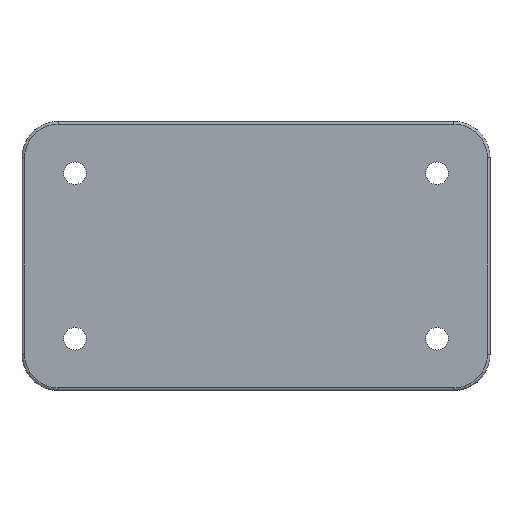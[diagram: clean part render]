
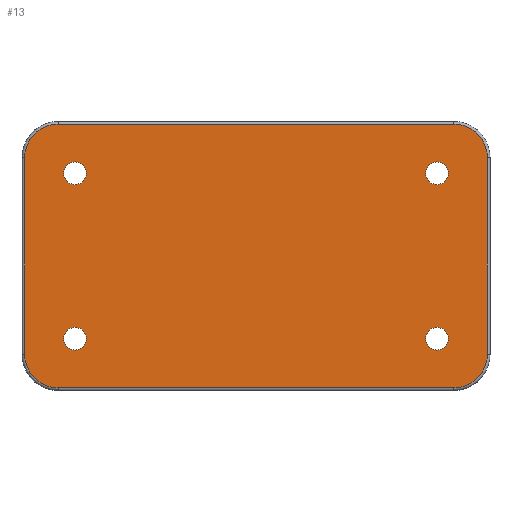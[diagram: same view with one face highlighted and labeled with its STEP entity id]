
A CAD part, top view. The second image highlights one B-rep face of the part: STEP entity #13.
In plain terms, the highlighted planar face has unit normal (0, 0, 1).
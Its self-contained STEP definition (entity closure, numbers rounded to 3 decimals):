
#13 = ADVANCED_FACE ( 'NONE', ( #1562, #262, #2749, #2115, #1474 ), #1612, .T. ) ;
#17 = VERTEX_POINT ( 'NONE', #2555 ) ;
#20 = AXIS2_PLACEMENT_3D ( 'NONE', #1776, #332, #2031 ) ;
#42 = CARTESIAN_POINT ( 'NONE',  ( -44.75, -19., 0. ) ) ;
#47 = ORIENTED_EDGE ( 'NONE', *, *, #2822, .F. ) ;
#100 = DIRECTION ( 'NONE',  ( 1., 0., 0. ) ) ;
#104 = EDGE_LOOP ( 'NONE', ( #1918, #620 ) ) ;
#138 = ORIENTED_EDGE ( 'NONE', *, *, #1998, .T. ) ;
#167 = DIRECTION ( 'NONE',  ( -1., 0., 0. ) ) ;
#205 = CIRCLE ( 'NONE', #602, 2.2 ) ;
#220 = LINE ( 'NONE', #2489, #2698 ) ;
#237 = CARTESIAN_POINT ( 'NONE',  ( 44.75, -19., 0. ) ) ;
#246 = EDGE_LOOP ( 'NONE', ( #1202, #766 ) ) ;
#262 = FACE_BOUND ( 'NONE', #541, .T. ) ;
#297 = CARTESIAN_POINT ( 'NONE',  ( -38.25, 19., 0. ) ) ;
#299 = CARTESIAN_POINT ( 'NONE',  ( 37.2, 16., 0. ) ) ;
#319 = DIRECTION ( 'NONE',  ( 0., -1., 0. ) ) ;
#332 = DIRECTION ( 'NONE',  ( 0., 0., -1. ) ) ;
#336 = EDGE_CURVE ( 'NONE', #820, #2159, #592, .T. ) ;
#349 = DIRECTION ( 'NONE',  ( 1., 0., 0. ) ) ;
#352 = LINE ( 'NONE', #581, #1569 ) ;
#372 = CARTESIAN_POINT ( 'NONE',  ( 44.75, -19., 0. ) ) ;
#380 = EDGE_CURVE ( 'NONE', #1412, #1447, #220, .T. ) ;
#405 = CIRCLE ( 'NONE', #536, 2.2 ) ;
#408 = CIRCLE ( 'NONE', #945, 2.2 ) ;
#426 = VERTEX_POINT ( 'NONE', #830 ) ;
#440 = AXIS2_PLACEMENT_3D ( 'NONE', #297, #1986, #527 ) ;
#448 = CARTESIAN_POINT ( 'NONE',  ( -38.25, 25.5, 0. ) ) ;
#475 = DIRECTION ( 'NONE',  ( 1., 0., 0. ) ) ;
#527 = DIRECTION ( 'NONE',  ( 1., 0., 0. ) ) ;
#531 = EDGE_CURVE ( 'NONE', #2099, #1610, #930, .T. ) ;
#536 = AXIS2_PLACEMENT_3D ( 'NONE', #3030, #1619, #167 ) ;
#541 = EDGE_LOOP ( 'NONE', ( #699, #2543 ) ) ;
#548 = CARTESIAN_POINT ( 'NONE',  ( -38.25, -19., 0. ) ) ;
#554 = CIRCLE ( 'NONE', #1418, 2.2 ) ;
#581 = CARTESIAN_POINT ( 'NONE',  ( 38.25, -25.5, 0. ) ) ;
#592 = CIRCLE ( 'NONE', #792, 2.2 ) ;
#602 = AXIS2_PLACEMENT_3D ( 'NONE', #1171, #2847, #1421 ) ;
#605 = CARTESIAN_POINT ( 'NONE',  ( -37.2, -16., 0. ) ) ;
#620 = ORIENTED_EDGE ( 'NONE', *, *, #844, .T. ) ;
#624 = ORIENTED_EDGE ( 'NONE', *, *, #380, .T. ) ;
#646 = ORIENTED_EDGE ( 'NONE', *, *, #1897, .T. ) ;
#692 = EDGE_CURVE ( 'NONE', #2538, #1208, #701, .T. ) ;
#699 = ORIENTED_EDGE ( 'NONE', *, *, #336, .T. ) ;
#701 = CIRCLE ( 'NONE', #1914, 2.2 ) ;
#724 = ORIENTED_EDGE ( 'NONE', *, *, #2660, .F. ) ;
#742 = VECTOR ( 'NONE', #2882, 1000. ) ;
#766 = ORIENTED_EDGE ( 'NONE', *, *, #1234, .F. ) ;
#770 = EDGE_CURVE ( 'NONE', #1449, #2346, #2957, .T. ) ;
#792 = AXIS2_PLACEMENT_3D ( 'NONE', #2713, #1267, #2944 ) ;
#799 = CARTESIAN_POINT ( 'NONE',  ( 35., -16., 0. ) ) ;
#800 = CARTESIAN_POINT ( 'NONE',  ( 38.25, -19., 0. ) ) ;
#804 = DIRECTION ( 'NONE',  ( 1., 0., 0. ) ) ;
#820 = VERTEX_POINT ( 'NONE', #299 ) ;
#830 = CARTESIAN_POINT ( 'NONE',  ( 37.2, -16., 0. ) ) ;
#844 = EDGE_CURVE ( 'NONE', #1208, #2538, #408, .T. ) ;
#930 = LINE ( 'NONE', #1982, #2769 ) ;
#935 = CARTESIAN_POINT ( 'NONE',  ( -35., -16., 0. ) ) ;
#945 = AXIS2_PLACEMENT_3D ( 'NONE', #2959, #1550, #100 ) ;
#968 = CARTESIAN_POINT ( 'NONE',  ( -32.8, -16., 0. ) ) ;
#970 = CARTESIAN_POINT ( 'NONE',  ( -44.75, 19., 0. ) ) ;
#1037 = DIRECTION ( 'NONE',  ( -1., 0., 0. ) ) ;
#1039 = DIRECTION ( 'NONE',  ( 1., 0., 0. ) ) ;
#1052 = DIRECTION ( 'NONE',  ( 0., 0., 1. ) ) ;
#1058 = EDGE_CURVE ( 'NONE', #2700, #17, #3055, .T. ) ;
#1100 = AXIS2_PLACEMENT_3D ( 'NONE', #1777, #1936, #475 ) ;
#1104 = ORIENTED_EDGE ( 'NONE', *, *, #2550, .T. ) ;
#1109 = EDGE_LOOP ( 'NONE', ( #624, #138, #2507, #1870, #1104, #646, #1860, #1902 ) ) ;
#1117 = DIRECTION ( 'NONE',  ( 0., 0., 1. ) ) ;
#1146 = EDGE_CURVE ( 'NONE', #2159, #820, #2069, .T. ) ;
#1166 = DIRECTION ( 'NONE',  ( 1., 0., 0. ) ) ;
#1171 = CARTESIAN_POINT ( 'NONE',  ( -35., 16., 0. ) ) ;
#1202 = ORIENTED_EDGE ( 'NONE', *, *, #1058, .F. ) ;
#1208 = VERTEX_POINT ( 'NONE', #605 ) ;
#1234 = EDGE_CURVE ( 'NONE', #17, #2700, #205, .T. ) ;
#1267 = DIRECTION ( 'NONE',  ( 0., 0., -1. ) ) ;
#1269 = VERTEX_POINT ( 'NONE', #1665 ) ;
#1412 = VERTEX_POINT ( 'NONE', #970 ) ;
#1418 = AXIS2_PLACEMENT_3D ( 'NONE', #799, #2464, #1037 ) ;
#1421 = DIRECTION ( 'NONE',  ( 1., 0., 0. ) ) ;
#1442 = CIRCLE ( 'NONE', #1100, 6.5 ) ;
#1447 = VERTEX_POINT ( 'NONE', #42 ) ;
#1449 = VERTEX_POINT ( 'NONE', #1723 ) ;
#1474 = FACE_BOUND ( 'NONE', #104, .T. ) ;
#1550 = DIRECTION ( 'NONE',  ( 0., 0., -1. ) ) ;
#1562 = FACE_OUTER_BOUND ( 'NONE', #1109, .T. ) ;
#1569 = VECTOR ( 'NONE', #349, 1000. ) ;
#1610 = VERTEX_POINT ( 'NONE', #448 ) ;
#1612 = PLANE ( 'NONE',  #1999 ) ;
#1619 = DIRECTION ( 'NONE',  ( 0., 0., 1. ) ) ;
#1665 = CARTESIAN_POINT ( 'NONE',  ( 44.75, 19., 0. ) ) ;
#1723 = CARTESIAN_POINT ( 'NONE',  ( 38.25, -25.5, 0. ) ) ;
#1736 = DIRECTION ( 'NONE',  ( -1., 0., 0. ) ) ;
#1776 = CARTESIAN_POINT ( 'NONE',  ( 35., 16., 0. ) ) ;
#1777 = CARTESIAN_POINT ( 'NONE',  ( 38.25, 19., 0. ) ) ;
#1779 = CARTESIAN_POINT ( 'NONE',  ( -38.25, -25.5, 0. ) ) ;
#1793 = CARTESIAN_POINT ( 'NONE',  ( 38.25, 25.5, 0. ) ) ;
#1855 = CARTESIAN_POINT ( 'NONE',  ( 32.8, 16., 0. ) ) ;
#1859 = AXIS2_PLACEMENT_3D ( 'NONE', #2481, #1052, #2733 ) ;
#1860 = ORIENTED_EDGE ( 'NONE', *, *, #531, .T. ) ;
#1870 = ORIENTED_EDGE ( 'NONE', *, *, #770, .T. ) ;
#1897 = EDGE_CURVE ( 'NONE', #1269, #2099, #1442, .T. ) ;
#1902 = ORIENTED_EDGE ( 'NONE', *, *, #2654, .T. ) ;
#1910 = VERTEX_POINT ( 'NONE', #1779 ) ;
#1914 = AXIS2_PLACEMENT_3D ( 'NONE', #935, #2609, #1166 ) ;
#1918 = ORIENTED_EDGE ( 'NONE', *, *, #692, .T. ) ;
#1936 = DIRECTION ( 'NONE',  ( 0., 0., 1. ) ) ;
#1982 = CARTESIAN_POINT ( 'NONE',  ( 38.25, 25.5, 0. ) ) ;
#1986 = DIRECTION ( 'NONE',  ( 0., 0., 1. ) ) ;
#1998 = EDGE_CURVE ( 'NONE', #1447, #1910, #2500, .T. ) ;
#1999 = AXIS2_PLACEMENT_3D ( 'NONE', #2566, #1117, #2798 ) ;
#2006 = CARTESIAN_POINT ( 'NONE',  ( 32.8, -16., 0. ) ) ;
#2020 = AXIS2_PLACEMENT_3D ( 'NONE', #548, #2249, #804 ) ;
#2023 = VERTEX_POINT ( 'NONE', #2006 ) ;
#2031 = DIRECTION ( 'NONE',  ( -1., 0., 0. ) ) ;
#2069 = CIRCLE ( 'NONE', #20, 2.2 ) ;
#2099 = VERTEX_POINT ( 'NONE', #1793 ) ;
#2114 = LINE ( 'NONE', #237, #742 ) ;
#2115 = FACE_BOUND ( 'NONE', #2496, .T. ) ;
#2146 = CIRCLE ( 'NONE', #440, 6.5 ) ;
#2159 = VERTEX_POINT ( 'NONE', #1855 ) ;
#2249 = DIRECTION ( 'NONE',  ( 0., 0., 1. ) ) ;
#2291 = EDGE_CURVE ( 'NONE', #1910, #1449, #352, .T. ) ;
#2346 = VERTEX_POINT ( 'NONE', #372 ) ;
#2464 = DIRECTION ( 'NONE',  ( 0., 0., 1. ) ) ;
#2466 = DIRECTION ( 'NONE',  ( 0., 0., 1. ) ) ;
#2481 = CARTESIAN_POINT ( 'NONE',  ( -35., 16., 0. ) ) ;
#2489 = CARTESIAN_POINT ( 'NONE',  ( -44.75, -19., 0. ) ) ;
#2496 = EDGE_LOOP ( 'NONE', ( #724, #47 ) ) ;
#2500 = CIRCLE ( 'NONE', #2020, 6.5 ) ;
#2507 = ORIENTED_EDGE ( 'NONE', *, *, #2291, .T. ) ;
#2538 = VERTEX_POINT ( 'NONE', #968 ) ;
#2543 = ORIENTED_EDGE ( 'NONE', *, *, #1146, .T. ) ;
#2550 = EDGE_CURVE ( 'NONE', #2346, #1269, #2114, .T. ) ;
#2555 = CARTESIAN_POINT ( 'NONE',  ( -37.2, 16., 0. ) ) ;
#2566 = CARTESIAN_POINT ( 'NONE',  ( 38.25, -19., 0. ) ) ;
#2609 = DIRECTION ( 'NONE',  ( 0., 0., -1. ) ) ;
#2654 = EDGE_CURVE ( 'NONE', #1610, #1412, #2146, .T. ) ;
#2660 = EDGE_CURVE ( 'NONE', #426, #2023, #554, .T. ) ;
#2698 = VECTOR ( 'NONE', #319, 1000. ) ;
#2700 = VERTEX_POINT ( 'NONE', #2958 ) ;
#2713 = CARTESIAN_POINT ( 'NONE',  ( 35., 16., 0. ) ) ;
#2733 = DIRECTION ( 'NONE',  ( 1., 0., 0. ) ) ;
#2749 = FACE_BOUND ( 'NONE', #246, .T. ) ;
#2769 = VECTOR ( 'NONE', #1736, 1000. ) ;
#2798 = DIRECTION ( 'NONE',  ( 1., 0., 0. ) ) ;
#2822 = EDGE_CURVE ( 'NONE', #2023, #426, #405, .T. ) ;
#2847 = DIRECTION ( 'NONE',  ( 0., 0., 1. ) ) ;
#2882 = DIRECTION ( 'NONE',  ( 0., 1., 0. ) ) ;
#2944 = DIRECTION ( 'NONE',  ( -1., 0., 0. ) ) ;
#2957 = CIRCLE ( 'NONE', #2966, 6.5 ) ;
#2958 = CARTESIAN_POINT ( 'NONE',  ( -32.8, 16., 0. ) ) ;
#2959 = CARTESIAN_POINT ( 'NONE',  ( -35., -16., 0. ) ) ;
#2966 = AXIS2_PLACEMENT_3D ( 'NONE', #800, #2466, #1039 ) ;
#3030 = CARTESIAN_POINT ( 'NONE',  ( 35., -16., 0. ) ) ;
#3055 = CIRCLE ( 'NONE', #1859, 2.2 ) ;
